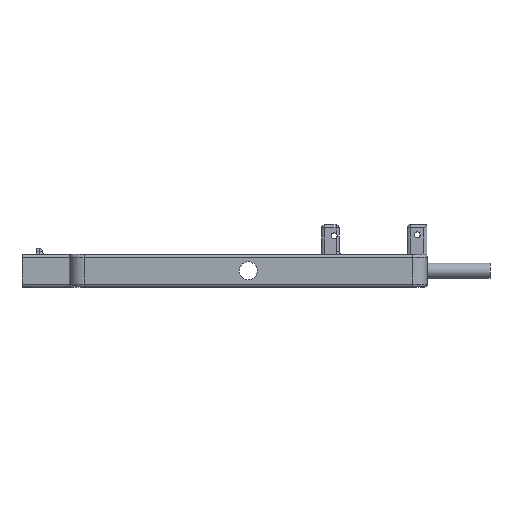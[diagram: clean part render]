
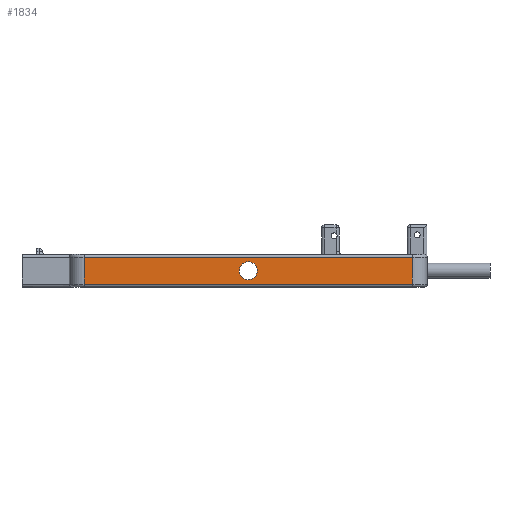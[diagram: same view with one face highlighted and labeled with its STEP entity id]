
A CAD part, front view. The second image highlights one B-rep face of the part: STEP entity #1834.
In plain terms, the highlighted planar face has unit normal (0, -1, 0).
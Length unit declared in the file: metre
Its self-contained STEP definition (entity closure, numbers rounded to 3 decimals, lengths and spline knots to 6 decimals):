
#60=PLANE('',#1988);
#101=CIRCLE('',#1989,0.003);
#294=ORIENTED_EDGE('',*,*,#853,.F.);
#295=ORIENTED_EDGE('',*,*,#854,.T.);
#296=ORIENTED_EDGE('',*,*,#855,.T.);
#297=ORIENTED_EDGE('',*,*,#856,.T.);
#298=ORIENTED_EDGE('',*,*,#857,.T.);
#853=EDGE_CURVE('',#1131,#1131,#101,.F.);
#854=EDGE_CURVE('',#1132,#1133,#1279,.T.);
#855=EDGE_CURVE('',#1133,#1134,#1280,.T.);
#856=EDGE_CURVE('',#1134,#1135,#1281,.F.);
#857=EDGE_CURVE('',#1135,#1132,#1282,.F.);
#1131=VERTEX_POINT('',#3032);
#1132=VERTEX_POINT('',#3034);
#1133=VERTEX_POINT('',#3035);
#1134=VERTEX_POINT('',#3037);
#1135=VERTEX_POINT('',#3039);
#1279=LINE('',#3033,#1411);
#1280=LINE('',#3036,#1412);
#1281=LINE('',#3038,#1413);
#1282=LINE('',#3040,#1414);
#1411=VECTOR('',#2334,1.);
#1412=VECTOR('',#2335,1.);
#1413=VECTOR('',#2336,1.);
#1414=VECTOR('',#2337,1.);
#1499=EDGE_LOOP('',(#294));
#1500=EDGE_LOOP('',(#295,#296,#297,#298));
#1635=FACE_BOUND('',#1499,.T.);
#1636=FACE_BOUND('',#1500,.T.);
#1834=ADVANCED_FACE('',(#1635,#1636),#60,.F.);
#1988=AXIS2_PLACEMENT_3D('',#3030,#2330,#2331);
#1989=AXIS2_PLACEMENT_3D('',#3031,#2332,#2333);
#2330=DIRECTION('',(0.,1.,0.));
#2331=DIRECTION('',(0.,0.,1.));
#2332=DIRECTION('',(0.,1.,0.));
#2333=DIRECTION('',(0.,0.,1.));
#2334=DIRECTION('',(0.,0.,-1.));
#2335=DIRECTION('',(1.,0.,0.));
#2336=DIRECTION('',(0.,0.,-1.));
#2337=DIRECTION('',(1.,0.,0.));
#3030=CARTESIAN_POINT('',(0.,-0.06,0.008));
#3031=CARTESIAN_POINT('',(0.,-0.06,0.0025));
#3032=CARTESIAN_POINT('',(0.,-0.06,0.0055));
#3033=CARTESIAN_POINT('',(-0.055,-0.06,0.008));
#3034=CARTESIAN_POINT('',(-0.055,-0.06,0.007));
#3035=CARTESIAN_POINT('',(-0.055,-0.06,-0.002));
#3036=CARTESIAN_POINT('',(0.,-0.06,-0.002));
#3037=CARTESIAN_POINT('',(0.055,-0.06,-0.002));
#3038=CARTESIAN_POINT('',(0.055,-0.06,0.008));
#3039=CARTESIAN_POINT('',(0.055,-0.06,0.007));
#3040=CARTESIAN_POINT('',(-0.055,-0.06,0.007));
